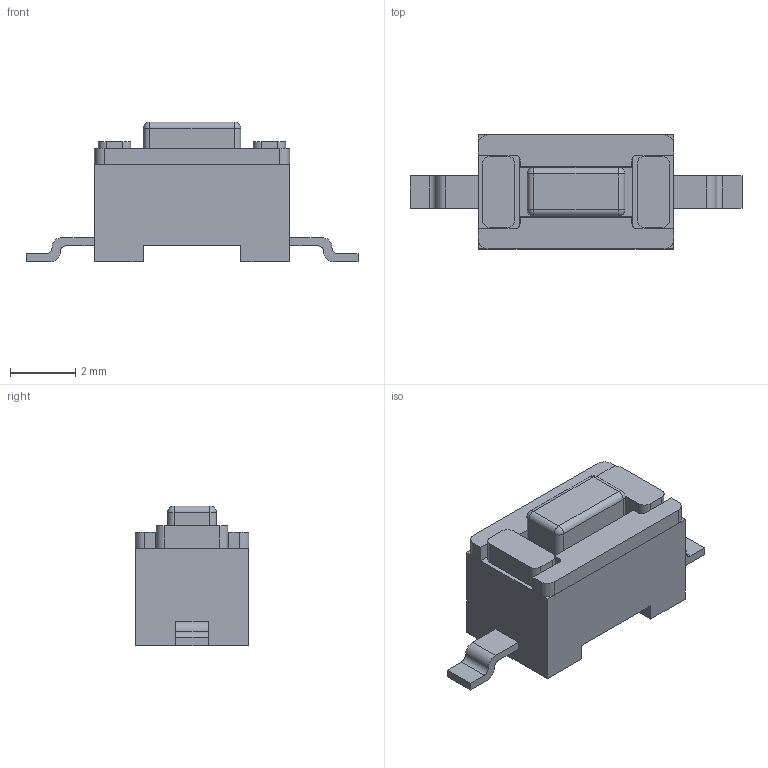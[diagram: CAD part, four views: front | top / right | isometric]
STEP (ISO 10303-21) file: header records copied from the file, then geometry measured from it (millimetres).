
FILE_DESCRIPTION (( 'STEP AP214' ), '1' );
FILE_NAME ('User Library-SWT-10.STEP', '2016-02-08T17:09:21', ( 'Windows User' ), ( '' ), 'SwSTEP 2.0', 'SolidWorks 2016', '' );
FILE_SCHEMA (( 'AUTOMOTIVE_DESIGN' ));
Length unit declared in the file: millimetre
Products named in the file (1): User Library-SWT-10
Bounding box: 10.2 x 3.5 x 4.3 mm (x, y, z)
Volume: 72.2 mm3; surface area: 182.2 mm2
Topology: 5 solids, 5 shells, 119 faces, 304 edges, 196 vertices
Faces by surface type: plane 83, cylinder 32, sphere 4
Entity records: 4547 total; most frequent: CARTESIAN_POINT 616, DIRECTION 604, ORIENTED_EDGE 600, EDGE_CURVE 300, VECTOR 236, LINE 236, VERTEX_POINT 196, AXIS2_PLACEMENT_3D 184
